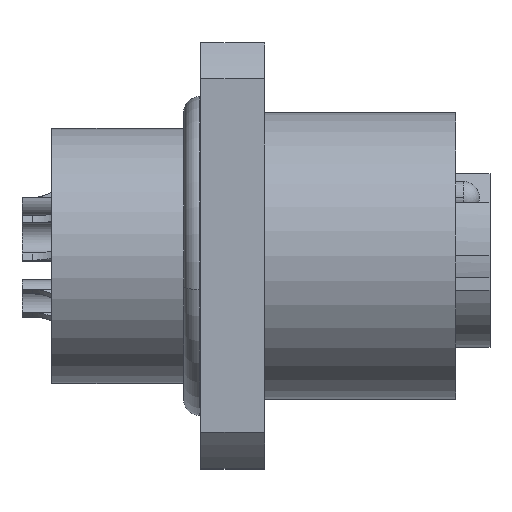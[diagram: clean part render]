
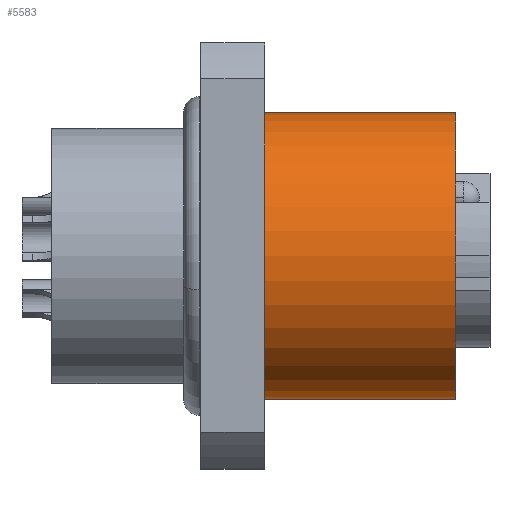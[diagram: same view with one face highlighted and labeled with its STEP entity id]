
A CAD part, top view. The second image highlights one B-rep face of the part: STEP entity #5583.
In plain terms, the highlighted cylindrical face has radius 6.75 mm (diameter 13.5 mm), a partial arc.
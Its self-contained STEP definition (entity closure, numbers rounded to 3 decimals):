
#18 = DIRECTION ( 'NONE',  ( 0., -1., 0. ) ) ;
#167 = VERTEX_POINT ( 'NONE', #7033 ) ;
#270 = DIRECTION ( 'NONE',  ( -1., 0., 0. ) ) ;
#415 = CARTESIAN_POINT ( 'NONE',  ( -33.51, 0., 0. ) ) ;
#1023 = DIRECTION ( 'NONE',  ( -1., 0., 0. ) ) ;
#2102 = FACE_OUTER_BOUND ( 'NONE', #9792, .T. ) ;
#2376 = EDGE_CURVE ( 'NONE', #167, #8574, #2620, .T. ) ;
#2429 = LINE ( 'NONE', #3989, #9943 ) ;
#2568 = ORIENTED_EDGE ( 'NONE', *, *, #4279, .T. ) ;
#2620 = CIRCLE ( 'NONE', #8366, 6.75 ) ;
#3239 = AXIS2_PLACEMENT_3D ( 'NONE', #8335, #270, #5864 ) ;
#3273 = VERTEX_POINT ( 'NONE', #5200 ) ;
#3555 = AXIS2_PLACEMENT_3D ( 'NONE', #415, #6663, #5238 ) ;
#3989 = CARTESIAN_POINT ( 'NONE',  ( -33.51, -6.75, 0. ) ) ;
#4143 = ORIENTED_EDGE ( 'NONE', *, *, #7726, .T. ) ;
#4254 = LINE ( 'NONE', #4308, #5994 ) ;
#4279 = EDGE_CURVE ( 'NONE', #3273, #6546, #4719, .T. ) ;
#4308 = CARTESIAN_POINT ( 'NONE',  ( -33.51, 6.75, 0. ) ) ;
#4545 = DIRECTION ( 'NONE',  ( -1., 0., 0. ) ) ;
#4719 = CIRCLE ( 'NONE', #3239, 6.75 ) ;
#5000 = ORIENTED_EDGE ( 'NONE', *, *, #8740, .F. ) ;
#5200 = CARTESIAN_POINT ( 'NONE',  ( 12., -6.75, 0. ) ) ;
#5238 = DIRECTION ( 'NONE',  ( 0., -1., 0. ) ) ;
#5583 = ADVANCED_FACE ( 'NONE', ( #2102 ), #8264, .T. ) ;
#5864 = DIRECTION ( 'NONE',  ( 0., -1., 0. ) ) ;
#5994 = VECTOR ( 'NONE', #1023, 1000. ) ;
#6158 = CARTESIAN_POINT ( 'NONE',  ( 3., 0., 0. ) ) ;
#6528 = CARTESIAN_POINT ( 'NONE',  ( 12., 6.75, 0. ) ) ;
#6546 = VERTEX_POINT ( 'NONE', #6528 ) ;
#6663 = DIRECTION ( 'NONE',  ( -1., 0., 0. ) ) ;
#7033 = CARTESIAN_POINT ( 'NONE',  ( 3., -6.75, 0. ) ) ;
#7726 = EDGE_CURVE ( 'NONE', #6546, #8574, #4254, .T. ) ;
#7915 = DIRECTION ( 'NONE',  ( -1., 0., 0. ) ) ;
#8264 = CYLINDRICAL_SURFACE ( 'NONE', #3555, 6.75 ) ;
#8335 = CARTESIAN_POINT ( 'NONE',  ( 12., 0., 0. ) ) ;
#8366 = AXIS2_PLACEMENT_3D ( 'NONE', #6158, #7915, #18 ) ;
#8574 = VERTEX_POINT ( 'NONE', #9936 ) ;
#8740 = EDGE_CURVE ( 'NONE', #3273, #167, #2429, .T. ) ;
#9792 = EDGE_LOOP ( 'NONE', ( #2568, #4143, #9931, #5000 ) ) ;
#9931 = ORIENTED_EDGE ( 'NONE', *, *, #2376, .F. ) ;
#9936 = CARTESIAN_POINT ( 'NONE',  ( 3., 6.75, 0. ) ) ;
#9943 = VECTOR ( 'NONE', #4545, 1000. ) ;
